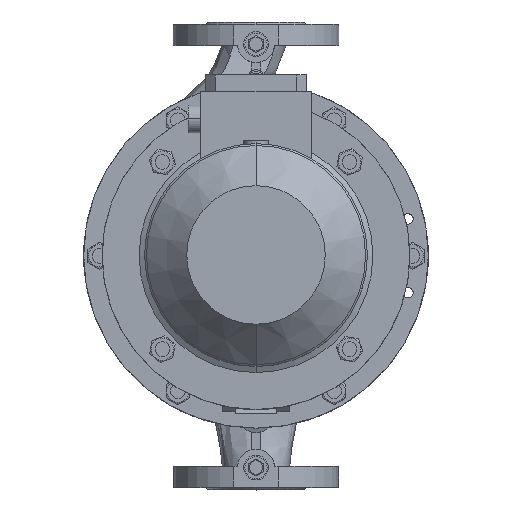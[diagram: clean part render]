
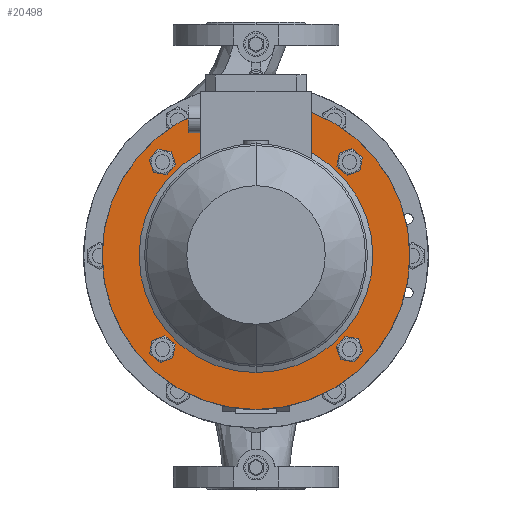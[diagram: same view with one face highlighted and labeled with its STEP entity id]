
A CAD part, top view. The second image highlights one B-rep face of the part: STEP entity #20498.
In plain terms, the highlighted planar face has unit normal (0, 0, 1).
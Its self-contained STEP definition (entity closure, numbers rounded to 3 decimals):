
#63 = CARTESIAN_POINT ( 'NONE',  ( -84.902, 77.581, 172. ) ) ;
#76 = CARTESIAN_POINT ( 'NONE',  ( 0., -95., 172. ) ) ;
#554 = EDGE_LOOP ( 'NONE', ( #3659, #2360 ) ) ;
#873 = DIRECTION ( 'NONE',  ( 0., 0., -1. ) ) ;
#1293 = DIRECTION ( 'NONE',  ( 0., 0., 1. ) ) ;
#1302 = VERTEX_POINT ( 'NONE', #20952 ) ;
#1351 = CARTESIAN_POINT ( 'NONE',  ( 0., 95., 172. ) ) ;
#1490 = DIRECTION ( 'NONE',  ( 0., 0., 1. ) ) ;
#2360 = ORIENTED_EDGE ( 'NONE', *, *, #30053, .F. ) ;
#2777 = DIRECTION ( 'NONE',  ( 0., 0., 1. ) ) ;
#3321 = DIRECTION ( 'NONE',  ( 0., 0., 1. ) ) ;
#3659 = ORIENTED_EDGE ( 'NONE', *, *, #31485, .F. ) ;
#3816 = DIRECTION ( 'NONE',  ( 0., -1., 0. ) ) ;
#3925 = VERTEX_POINT ( 'NONE', #13049 ) ;
#4060 = EDGE_CURVE ( 'NONE', #13464, #21045, #24241, .T. ) ;
#4133 = CIRCLE ( 'NONE', #23681, 9.025 ) ;
#4162 = EDGE_CURVE ( 'NONE', #26305, #6607, #22198, .T. ) ;
#4593 = EDGE_LOOP ( 'NONE', ( #11230, #19249 ) ) ;
#4871 = CARTESIAN_POINT ( 'NONE',  ( 0., 125., 172. ) ) ;
#4916 = DIRECTION ( 'NONE',  ( 0., 0., -1. ) ) ;
#5027 = CARTESIAN_POINT ( 'NONE',  ( 0., 0., 172. ) ) ;
#5299 = FACE_BOUND ( 'NONE', #28995, .T. ) ;
#5347 = DIRECTION ( 'NONE',  ( 0., 1., 0. ) ) ;
#5395 = CIRCLE ( 'NONE', #21797, 125. ) ;
#5528 = EDGE_CURVE ( 'NONE', #12275, #1302, #27421, .T. ) ;
#5689 = FACE_OUTER_BOUND ( 'NONE', #22027, .T. ) ;
#6607 = VERTEX_POINT ( 'NONE', #9855 ) ;
#6842 = DIRECTION ( 'NONE',  ( 0., -1., 0. ) ) ;
#7551 = CARTESIAN_POINT ( 'NONE',  ( 0., 0., 172. ) ) ;
#7578 = ORIENTED_EDGE ( 'NONE', *, *, #26995, .F. ) ;
#7720 = DIRECTION ( 'NONE',  ( 0., 0., -1. ) ) ;
#7981 = DIRECTION ( 'NONE',  ( 0., -1., 0. ) ) ;
#8088 = CARTESIAN_POINT ( 'NONE',  ( -76.014, -76.014, 172. ) ) ;
#8318 = CARTESIAN_POINT ( 'NONE',  ( 76.014, 76.014, 172. ) ) ;
#8388 = CIRCLE ( 'NONE', #30269, 9.025 ) ;
#8920 = AXIS2_PLACEMENT_3D ( 'NONE', #14555, #27005, #29587 ) ;
#9769 = DIRECTION ( 'NONE',  ( 0., 1., 0. ) ) ;
#9855 = CARTESIAN_POINT ( 'NONE',  ( 74.447, 67.126, 172. ) ) ;
#10791 = CARTESIAN_POINT ( 'NONE',  ( 0., 0., 172. ) ) ;
#10967 = FACE_BOUND ( 'NONE', #22771, .T. ) ;
#11139 = EDGE_CURVE ( 'NONE', #11522, #28930, #5395, .T. ) ;
#11168 = DIRECTION ( 'NONE',  ( 0., 0., 1. ) ) ;
#11230 = ORIENTED_EDGE ( 'NONE', *, *, #31572, .F. ) ;
#11522 = VERTEX_POINT ( 'NONE', #4871 ) ;
#11625 = AXIS2_PLACEMENT_3D ( 'NONE', #10791, #7720, #5347 ) ;
#11675 = PLANE ( 'NONE',  #19436 ) ;
#12275 = VERTEX_POINT ( 'NONE', #63 ) ;
#12607 = CARTESIAN_POINT ( 'NONE',  ( 76.014, -76.014, 172. ) ) ;
#12775 = VERTEX_POINT ( 'NONE', #17724 ) ;
#12872 = CIRCLE ( 'NONE', #14890, 9.025 ) ;
#13049 = CARTESIAN_POINT ( 'NONE',  ( 67.126, -74.447, 172. ) ) ;
#13464 = VERTEX_POINT ( 'NONE', #1351 ) ;
#13930 = DIRECTION ( 'NONE',  ( 0., -1., 0. ) ) ;
#14056 = CARTESIAN_POINT ( 'NONE',  ( 0., -125., 172. ) ) ;
#14292 = AXIS2_PLACEMENT_3D ( 'NONE', #24888, #32572, #6842 ) ;
#14479 = ORIENTED_EDGE ( 'NONE', *, *, #4060, .T. ) ;
#14555 = CARTESIAN_POINT ( 'NONE',  ( 0., 0., 172. ) ) ;
#14606 = EDGE_CURVE ( 'NONE', #12775, #27466, #26171, .T. ) ;
#14614 = CARTESIAN_POINT ( 'NONE',  ( 84.902, -77.581, 172. ) ) ;
#14890 = AXIS2_PLACEMENT_3D ( 'NONE', #16741, #1293, #26687 ) ;
#15023 = CIRCLE ( 'NONE', #11625, 125. ) ;
#15359 = FACE_BOUND ( 'NONE', #554, .T. ) ;
#15868 = DIRECTION ( 'NONE',  ( 0., -1., 0. ) ) ;
#16741 = CARTESIAN_POINT ( 'NONE',  ( 76.014, -76.014, 172. ) ) ;
#16853 = ORIENTED_EDGE ( 'NONE', *, *, #27510, .F. ) ;
#17477 = ORIENTED_EDGE ( 'NONE', *, *, #24842, .F. ) ;
#17724 = CARTESIAN_POINT ( 'NONE',  ( -77.581, -84.902, 172. ) ) ;
#17734 = CARTESIAN_POINT ( 'NONE',  ( -74.447, -67.126, 172. ) ) ;
#19249 = ORIENTED_EDGE ( 'NONE', *, *, #4162, .F. ) ;
#19338 = ORIENTED_EDGE ( 'NONE', *, *, #5528, .F. ) ;
#19436 = AXIS2_PLACEMENT_3D ( 'NONE', #32393, #1490, #19522 ) ;
#19522 = DIRECTION ( 'NONE',  ( 0., -1., 0. ) ) ;
#19962 = CIRCLE ( 'NONE', #27952, 9.025 ) ;
#20498 = ADVANCED_FACE ( 'NONE', ( #5299, #15359, #31952, #30333, #10967, #5689 ), #11675, .T. ) ;
#20952 = CARTESIAN_POINT ( 'NONE',  ( -67.126, 74.447, 172. ) ) ;
#21045 = VERTEX_POINT ( 'NONE', #76 ) ;
#21396 = CARTESIAN_POINT ( 'NONE',  ( -76.014, 76.014, 172. ) ) ;
#21797 = AXIS2_PLACEMENT_3D ( 'NONE', #7551, #873, #32894 ) ;
#22027 = EDGE_LOOP ( 'NONE', ( #22369, #16853 ) ) ;
#22198 = CIRCLE ( 'NONE', #14292, 9.025 ) ;
#22206 = EDGE_LOOP ( 'NONE', ( #7578, #27443 ) ) ;
#22297 = DIRECTION ( 'NONE',  ( 0., 0., 1. ) ) ;
#22369 = ORIENTED_EDGE ( 'NONE', *, *, #11139, .F. ) ;
#22771 = EDGE_LOOP ( 'NONE', ( #14479, #29602 ) ) ;
#23019 = AXIS2_PLACEMENT_3D ( 'NONE', #5027, #4916, #9769 ) ;
#23681 = AXIS2_PLACEMENT_3D ( 'NONE', #8088, #11168, #15868 ) ;
#24241 = CIRCLE ( 'NONE', #8920, 95. ) ;
#24251 = AXIS2_PLACEMENT_3D ( 'NONE', #21396, #31810, #3816 ) ;
#24577 = DIRECTION ( 'NONE',  ( 0., -1., 0. ) ) ;
#24842 = EDGE_CURVE ( 'NONE', #1302, #12275, #19962, .T. ) ;
#24888 = CARTESIAN_POINT ( 'NONE',  ( 76.014, 76.014, 172. ) ) ;
#26171 = CIRCLE ( 'NONE', #33122, 9.025 ) ;
#26305 = VERTEX_POINT ( 'NONE', #32603 ) ;
#26585 = CARTESIAN_POINT ( 'NONE',  ( -76.014, -76.014, 172. ) ) ;
#26687 = DIRECTION ( 'NONE',  ( 0., -1., 0. ) ) ;
#26995 = EDGE_CURVE ( 'NONE', #27466, #12775, #4133, .T. ) ;
#27005 = DIRECTION ( 'NONE',  ( 0., 0., -1. ) ) ;
#27342 = VERTEX_POINT ( 'NONE', #14614 ) ;
#27389 = EDGE_CURVE ( 'NONE', #21045, #13464, #28377, .T. ) ;
#27421 = CIRCLE ( 'NONE', #24251, 9.025 ) ;
#27443 = ORIENTED_EDGE ( 'NONE', *, *, #14606, .F. ) ;
#27466 = VERTEX_POINT ( 'NONE', #17734 ) ;
#27510 = EDGE_CURVE ( 'NONE', #28930, #11522, #15023, .T. ) ;
#27952 = AXIS2_PLACEMENT_3D ( 'NONE', #30012, #22297, #24577 ) ;
#28159 = CIRCLE ( 'NONE', #32208, 9.025 ) ;
#28377 = CIRCLE ( 'NONE', #23019, 95. ) ;
#28516 = DIRECTION ( 'NONE',  ( 0., -1., 0. ) ) ;
#28930 = VERTEX_POINT ( 'NONE', #14056 ) ;
#28995 = EDGE_LOOP ( 'NONE', ( #17477, #19338 ) ) ;
#29587 = DIRECTION ( 'NONE',  ( 0., 1., 0. ) ) ;
#29602 = ORIENTED_EDGE ( 'NONE', *, *, #27389, .T. ) ;
#30012 = CARTESIAN_POINT ( 'NONE',  ( -76.014, 76.014, 172. ) ) ;
#30053 = EDGE_CURVE ( 'NONE', #27342, #3925, #12872, .T. ) ;
#30269 = AXIS2_PLACEMENT_3D ( 'NONE', #12607, #33264, #7981 ) ;
#30333 = FACE_BOUND ( 'NONE', #22206, .T. ) ;
#31485 = EDGE_CURVE ( 'NONE', #3925, #27342, #8388, .T. ) ;
#31572 = EDGE_CURVE ( 'NONE', #6607, #26305, #28159, .T. ) ;
#31810 = DIRECTION ( 'NONE',  ( 0., 0., 1. ) ) ;
#31952 = FACE_BOUND ( 'NONE', #4593, .T. ) ;
#32208 = AXIS2_PLACEMENT_3D ( 'NONE', #8318, #2777, #28516 ) ;
#32393 = CARTESIAN_POINT ( 'NONE',  ( 0., 125., 172. ) ) ;
#32572 = DIRECTION ( 'NONE',  ( 0., 0., 1. ) ) ;
#32603 = CARTESIAN_POINT ( 'NONE',  ( 77.581, 84.902, 172. ) ) ;
#32894 = DIRECTION ( 'NONE',  ( 0., 1., 0. ) ) ;
#33122 = AXIS2_PLACEMENT_3D ( 'NONE', #26585, #3321, #13930 ) ;
#33264 = DIRECTION ( 'NONE',  ( 0., 0., 1. ) ) ;
